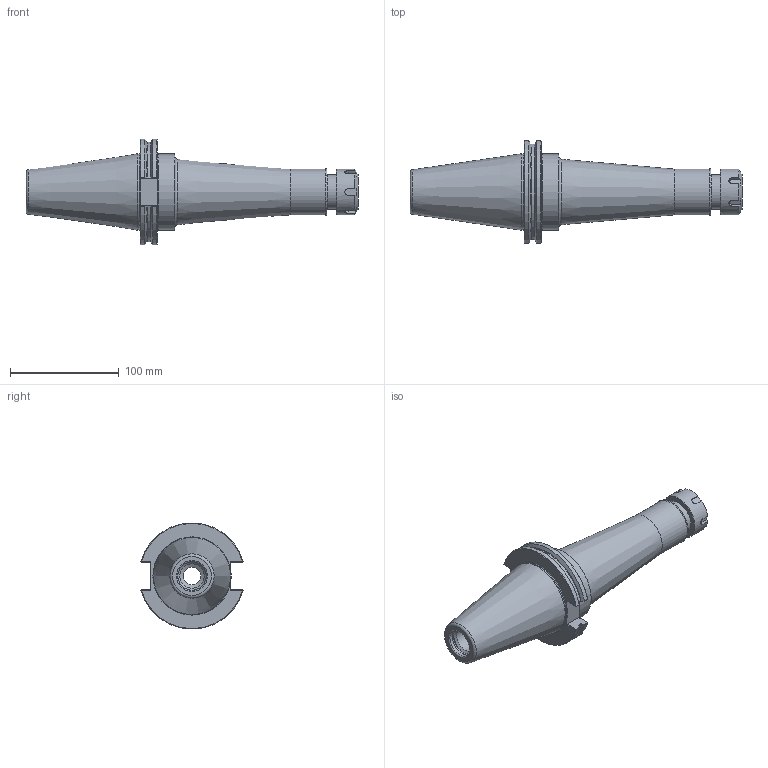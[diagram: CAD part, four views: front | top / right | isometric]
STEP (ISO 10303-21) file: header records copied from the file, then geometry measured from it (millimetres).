
FILE_DESCRIPTION(/* description */ (''),/* implementation_level */ '2;1');
FILE_NAME(/* name */ 'CAT50-ER25-0800.stp',/* time_stamp */ '2019-06-10T16:21:37-05:00',/* author */ ('ldfli'),/* organization */ (''),/* preprocessor_version */ 'ST-DEVELOPER v18',/* originating_system */ 'Autodesk Inventor LT',/* authorisation */ '');
FILE_SCHEMA (('AUTOMOTIVE_DESIGN { 1 0 10303 214 3 1 1 }'));
Length unit declared in the file: millimetre
Products named in the file (1): CAT50-ER25-0800
Bounding box: 304.82 x 93.8 x 97.14 mm (x, y, z)
Volume: 647003.7 mm3; surface area: 82896.2 mm2
Topology: 2 solids, 2 shells, 120 faces, 362 edges, 255 vertices
Faces by surface type: plane 56, cylinder 28, cone 20, torus 16
Full cylindrical faces by diameter (mm): 10 x1, 15.748 x1, 18 x1, 20.515 x1, 22.225 x1, 23.5 x1, 26.2 x1, 26.7 x1, 28.5 x1, 30.5 x1, 32 x1, 33.72 x1, 42 x2, 69.85 x1, 70.2 x1
Entity records: 4326 total; most frequent: CARTESIAN_POINT 1014, ORIENTED_EDGE 724, DIRECTION 695, EDGE_CURVE 362, AXIS2_PLACEMENT_3D 284, VERTEX_POINT 255, CIRCLE 163, EDGE_LOOP 133
